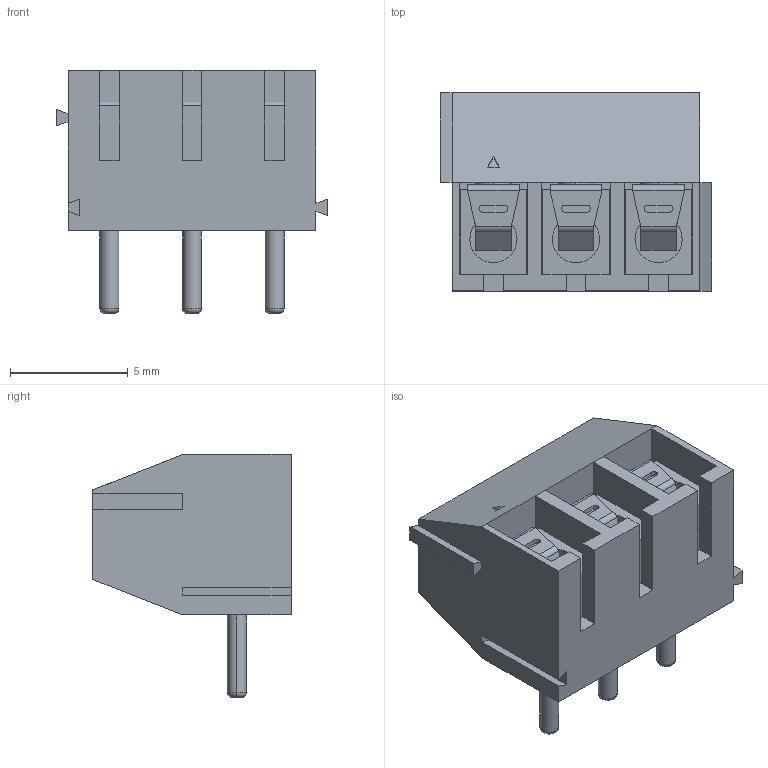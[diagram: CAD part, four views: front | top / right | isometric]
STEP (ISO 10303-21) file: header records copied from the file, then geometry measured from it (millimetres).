
FILE_DESCRIPTION (( 'STEP AP214' ), '1' );
FILE_NAME ('DG350R-3.96-03P-12-00AH.STEP', '2021-01-18T04:16:45', ( '' ), ( '' ), 'SwSTEP 2.0', 'SolidWorks 2020', '' );
FILE_SCHEMA (( 'AUTOMOTIVE_DESIGN' ));
Length unit declared in the file: millimetre
Products named in the file (1): DG350R-3.96-03P-12-00AH
Bounding box: 11.5 x 8.4 x 10.3 mm (x, y, z)
Volume: 430.7 mm3; surface area: 1000.1 mm2
Topology: 1 solids, 1 shells, 526 faces, 1393 edges, 909 vertices
Faces by surface type: plane 265, bspline 183, cylinder 45, torus 27, cone 6
Entity records: 30227 total; most frequent: CARTESIAN_POINT 13452, ORIENTED_EDGE 2786, DIRECTION 1847, EDGE_CURVE 1393, VERTEX_POINT 909, LINE 847, VECTOR 847, EDGE_LOOP 574
